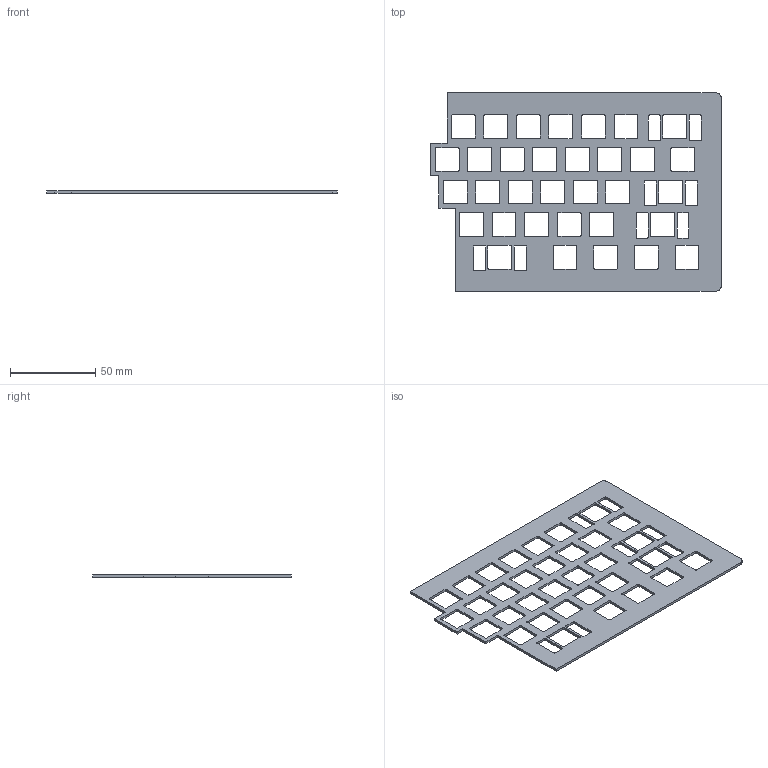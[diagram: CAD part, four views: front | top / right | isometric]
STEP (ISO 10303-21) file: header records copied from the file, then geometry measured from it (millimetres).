
FILE_DESCRIPTION(/* description */ (''),/* implementation_level */ '2;1');
FILE_NAME(/* name */ 'split60_Plate-right v1.step',/* time_stamp */ '2022-06-18T13:40:13+09:00',/* author */ (''),/* organization */ (''),/* preprocessor_version */ 'ST-DEVELOPER v19',/* originating_system */ 'Autodesk Translation Framework v11.7.0.108',/* authorisation */ '');
FILE_SCHEMA (('AUTOMOTIVE_DESIGN { 1 0 10303 214 3 1 1 }'));
Length unit declared in the file: millimetre
Products named in the file (1): split60_Plate-right
Bounding box: 169.99 x 116.2 x 1.5 mm (x, y, z)
Volume: 17075.5 mm3; surface area: 26869.2 mm2
Topology: 1 solids, 1 shells, 342 faces, 1020 edges, 680 vertices
Faces by surface type: plane 176, cylinder 166
Entity records: 11773 total; most frequent: CARTESIAN_POINT 2043, ORIENTED_EDGE 2040, DIRECTION 2038, EDGE_CURVE 1020, LINE 688, VECTOR 688, VERTEX_POINT 680, AXIS2_PLACEMENT_3D 675
